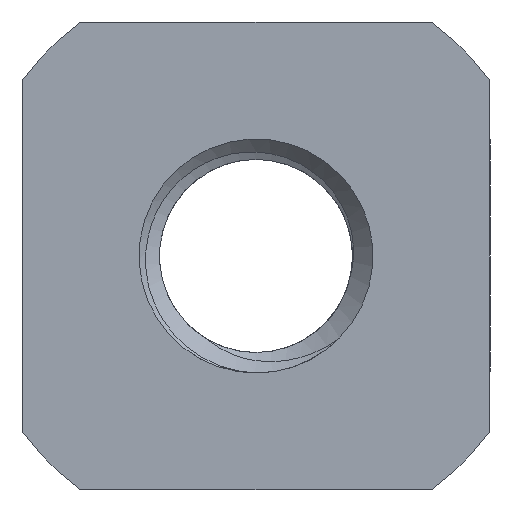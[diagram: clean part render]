
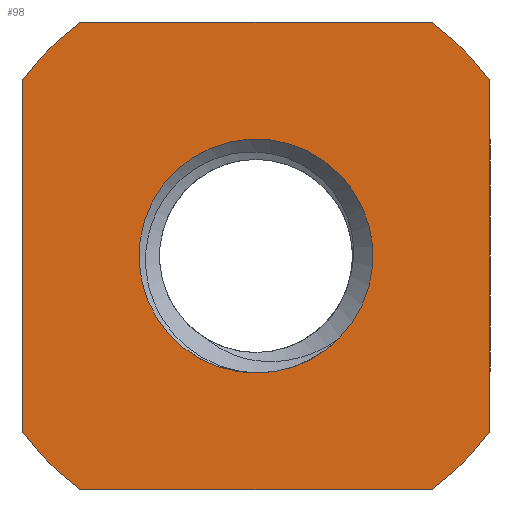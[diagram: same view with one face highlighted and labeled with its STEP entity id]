
A CAD part, front view. The second image highlights one B-rep face of the part: STEP entity #98.
In plain terms, the highlighted planar face has unit normal (0, -1, 0).
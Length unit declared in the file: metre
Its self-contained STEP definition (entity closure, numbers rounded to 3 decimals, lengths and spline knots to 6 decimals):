
#98 = ADVANCED_FACE( 'NONE', ( #257, #258 ), #259, .F. );
#257 = FACE_OUTER_BOUND( '', #508, .T. );
#258 = FACE_BOUND( '', #509, .T. );
#259 = PLANE( '', #510 );
#508 = EDGE_LOOP( '', ( #1703, #1704, #1705, #1706, #1707, #1708, #1709, #1710 ) );
#509 = EDGE_LOOP( '', ( #1711, #1712 ) );
#510 = AXIS2_PLACEMENT_3D( '', #1713, #1714, #1715 );
#1703 = ORIENTED_EDGE( '', *, *, #2548, .F. );
#1704 = ORIENTED_EDGE( '', *, *, #2549, .F. );
#1705 = ORIENTED_EDGE( '', *, *, #2550, .F. );
#1706 = ORIENTED_EDGE( '', *, *, #2551, .F. );
#1707 = ORIENTED_EDGE( '', *, *, #2552, .T. );
#1708 = ORIENTED_EDGE( '', *, *, #2553, .F. );
#1709 = ORIENTED_EDGE( '', *, *, #2554, .T. );
#1710 = ORIENTED_EDGE( '', *, *, #2555, .F. );
#1711 = ORIENTED_EDGE( '', *, *, #2556, .T. );
#1712 = ORIENTED_EDGE( '', *, *, #2557, .T. );
#1713 = CARTESIAN_POINT( '', ( 0., -0.004, 0. ) );
#1714 = DIRECTION( '', ( 0., 1., 0. ) );
#1715 = DIRECTION( '', ( 1., 0., 0. ) );
#2548 = EDGE_CURVE( 'NONE', #2936, #2937, #2938, .T. );
#2549 = EDGE_CURVE( 'NONE', #2939, #2936, #2940, .T. );
#2550 = EDGE_CURVE( 'NONE', #2941, #2939, #2942, .T. );
#2551 = EDGE_CURVE( 'NONE', #2943, #2941, #2944, .T. );
#2552 = EDGE_CURVE( 'NONE', #2943, #2945, #2946, .T. );
#2553 = EDGE_CURVE( 'NONE', #2947, #2945, #2948, .T. );
#2554 = EDGE_CURVE( 'NONE', #2947, #2949, #2950, .T. );
#2555 = EDGE_CURVE( 'NONE', #2937, #2949, #2951, .T. );
#2556 = EDGE_CURVE( 'NONE', #2952, #2953, #2954, .T. );
#2557 = EDGE_CURVE( 'NONE', #2953, #2952, #2955, .T. );
#2936 = VERTEX_POINT( 'NONE', #3610 );
#2937 = VERTEX_POINT( 'NONE', #3611 );
#2938 = LINE( '', #3612, #3613 );
#2939 = VERTEX_POINT( 'NONE', #3614 );
#2940 = CIRCLE( '', #3615, 0.005 );
#2941 = VERTEX_POINT( 'NONE', #3616 );
#2942 = LINE( '', #3617, #3618 );
#2943 = VERTEX_POINT( 'NONE', #3619 );
#2944 = CIRCLE( '', #3620, 0.005 );
#2945 = VERTEX_POINT( 'NONE', #3621 );
#2946 = LINE( '', #3622, #3623 );
#2947 = VERTEX_POINT( 'NONE', #3624 );
#2948 = CIRCLE( '', #3625, 0.005 );
#2949 = VERTEX_POINT( 'NONE', #3626 );
#2950 = LINE( '', #3627, #3628 );
#2951 = CIRCLE( '', #3629, 0.005 );
#2952 = VERTEX_POINT( 'NONE', #3630 );
#2953 = VERTEX_POINT( 'NONE', #3631 );
#2954 = CIRCLE( '', #3632, 0.002 );
#2955 = CIRCLE( '', #3633, 0.002 );
#3610 = CARTESIAN_POINT( '', ( -0.003, -0.004, 0.004 ) );
#3611 = CARTESIAN_POINT( '', ( 0.003, -0.004, 0.004 ) );
#3612 = CARTESIAN_POINT( '', ( 0., -0.004, 0.004 ) );
#3613 = VECTOR( '', #6592, 1. );
#3614 = CARTESIAN_POINT( '', ( -0.004, -0.004, 0.003 ) );
#3615 = AXIS2_PLACEMENT_3D( '', #6593, #6594, #6595 );
#3616 = CARTESIAN_POINT( '', ( -0.004, -0.004, -0.003 ) );
#3617 = CARTESIAN_POINT( '', ( -0.004, -0.004, 0. ) );
#3618 = VECTOR( '', #6596, 1. );
#3619 = CARTESIAN_POINT( '', ( -0.003, -0.004, -0.004 ) );
#3620 = AXIS2_PLACEMENT_3D( '', #6597, #6598, #6599 );
#3621 = CARTESIAN_POINT( '', ( 0.003, -0.004, -0.004 ) );
#3622 = CARTESIAN_POINT( '', ( 0., -0.004, -0.004 ) );
#3623 = VECTOR( '', #6600, 1. );
#3624 = CARTESIAN_POINT( '', ( 0.004, -0.004, -0.003 ) );
#3625 = AXIS2_PLACEMENT_3D( '', #6601, #6602, #6603 );
#3626 = CARTESIAN_POINT( '', ( 0.004, -0.004, 0.003 ) );
#3627 = CARTESIAN_POINT( '', ( 0.004, -0.004, 0. ) );
#3628 = VECTOR( '', #6604, 1. );
#3629 = AXIS2_PLACEMENT_3D( '', #6605, #6606, #6607 );
#3630 = CARTESIAN_POINT( '', ( 0.001426, -0.004, -0.001402 ) );
#3631 = CARTESIAN_POINT( '', ( 0.000025, -0.004, -0.002 ) );
#3632 = AXIS2_PLACEMENT_3D( '', #6608, #6609, #6610 );
#3633 = AXIS2_PLACEMENT_3D( '', #6611, #6612, #6613 );
#6592 = DIRECTION( '', ( 1., 0., 0. ) );
#6593 = CARTESIAN_POINT( '', ( 0., -0.004, 0. ) );
#6594 = DIRECTION( '', ( 0., 1., 0. ) );
#6595 = DIRECTION( '', ( 0., 0., 1. ) );
#6596 = DIRECTION( '', ( 0., 0., 1. ) );
#6597 = CARTESIAN_POINT( '', ( 0., -0.004, 0. ) );
#6598 = DIRECTION( '', ( 0., 1., 0. ) );
#6599 = DIRECTION( '', ( 0., 0., 1. ) );
#6600 = DIRECTION( '', ( 1., 0., 0. ) );
#6601 = CARTESIAN_POINT( '', ( 0., -0.004, 0. ) );
#6602 = DIRECTION( '', ( 0., 1., 0. ) );
#6603 = DIRECTION( '', ( 0., 0., 1. ) );
#6604 = DIRECTION( '', ( 0., 0., 1. ) );
#6605 = CARTESIAN_POINT( '', ( 0., -0.004, 0. ) );
#6606 = DIRECTION( '', ( 0., 1., 0. ) );
#6607 = DIRECTION( '', ( 0., 0., 1. ) );
#6608 = CARTESIAN_POINT( '', ( 0., -0.004, 0. ) );
#6609 = DIRECTION( '', ( 0., 1., 0. ) );
#6610 = DIRECTION( '', ( 0., 0., 1. ) );
#6611 = CARTESIAN_POINT( '', ( 0., -0.004, 0. ) );
#6612 = DIRECTION( '', ( 0., 1., 0. ) );
#6613 = DIRECTION( '', ( 0., 0., 1. ) );
